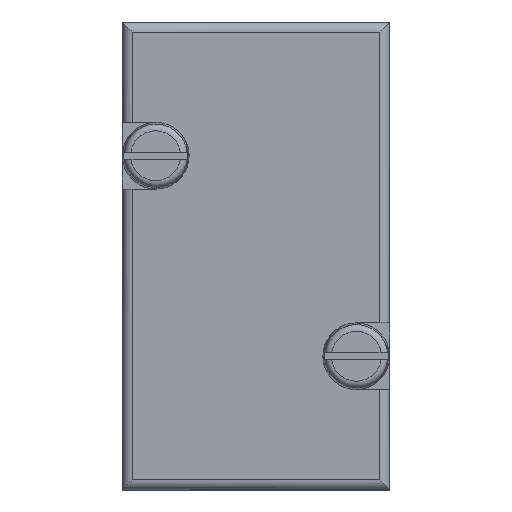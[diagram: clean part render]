
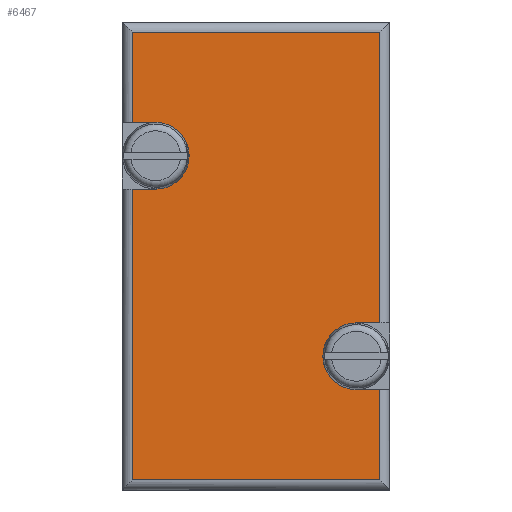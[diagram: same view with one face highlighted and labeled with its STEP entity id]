
A CAD part, front view. The second image highlights one B-rep face of the part: STEP entity #6467.
In plain terms, the highlighted planar face has unit normal (0, -1, 0).
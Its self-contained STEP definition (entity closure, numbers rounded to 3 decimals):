
#317=CIRCLE('',#7740,5.);
#318=CIRCLE('',#7741,5.);
#738=ORIENTED_EDGE('',*,*,#2599,.F.);
#739=ORIENTED_EDGE('',*,*,#2600,.F.);
#740=ORIENTED_EDGE('',*,*,#2601,.F.);
#741=ORIENTED_EDGE('',*,*,#2602,.T.);
#742=ORIENTED_EDGE('',*,*,#2603,.T.);
#743=ORIENTED_EDGE('',*,*,#2604,.F.);
#744=ORIENTED_EDGE('',*,*,#2605,.F.);
#745=ORIENTED_EDGE('',*,*,#2606,.F.);
#746=ORIENTED_EDGE('',*,*,#2607,.F.);
#747=ORIENTED_EDGE('',*,*,#2608,.F.);
#748=ORIENTED_EDGE('',*,*,#2609,.F.);
#749=ORIENTED_EDGE('',*,*,#2610,.T.);
#2599=EDGE_CURVE('',#3515,#3516,#4119,.T.);
#2600=EDGE_CURVE('',#3517,#3515,#317,.F.);
#2601=EDGE_CURVE('',#3518,#3517,#4120,.T.);
#2602=EDGE_CURVE('',#3518,#3519,#4121,.T.);
#2603=EDGE_CURVE('',#3519,#3520,#4122,.T.);
#2604=EDGE_CURVE('',#3521,#3520,#4123,.T.);
#2605=EDGE_CURVE('',#3522,#3521,#4124,.T.);
#2606=EDGE_CURVE('',#3523,#3522,#318,.F.);
#2607=EDGE_CURVE('',#3524,#3523,#4125,.T.);
#2608=EDGE_CURVE('',#3525,#3524,#4126,.T.);
#2609=EDGE_CURVE('',#3526,#3525,#4127,.T.);
#2610=EDGE_CURVE('',#3526,#3516,#4128,.T.);
#3515=VERTEX_POINT('',#10749);
#3516=VERTEX_POINT('',#10750);
#3517=VERTEX_POINT('',#10752);
#3518=VERTEX_POINT('',#10754);
#3519=VERTEX_POINT('',#10756);
#3520=VERTEX_POINT('',#10758);
#3521=VERTEX_POINT('',#10760);
#3522=VERTEX_POINT('',#10762);
#3523=VERTEX_POINT('',#10764);
#3524=VERTEX_POINT('',#10766);
#3525=VERTEX_POINT('',#10768);
#3526=VERTEX_POINT('',#10770);
#4119=LINE('',#10748,#4698);
#4120=LINE('',#10753,#4699);
#4121=LINE('',#10755,#4700);
#4122=LINE('',#10757,#4701);
#4123=LINE('',#10759,#4702);
#4124=LINE('',#10761,#4703);
#4125=LINE('',#10765,#4704);
#4126=LINE('',#10767,#4705);
#4127=LINE('',#10769,#4706);
#4128=LINE('',#10771,#4707);
#4698=VECTOR('',#8569,1000.);
#4699=VECTOR('',#8572,1000.);
#4700=VECTOR('',#8573,1000.);
#4701=VECTOR('',#8574,1000.);
#4702=VECTOR('',#8575,1000.);
#4703=VECTOR('',#8576,1000.);
#4704=VECTOR('',#8579,1000.);
#4705=VECTOR('',#8580,1000.);
#4706=VECTOR('',#8581,1000.);
#4707=VECTOR('',#8582,1000.);
#5268=EDGE_LOOP('',(#738,#739,#740,#741,#742,#743,#744,#745,#746,#747,#748,
#749));
#5757=FACE_BOUND('',#5268,.T.);
#6234=PLANE('',#7739);
#6467=ADVANCED_FACE('',(#5757),#6234,.F.);
#7739=AXIS2_PLACEMENT_3D('',#10747,#8567,#8568);
#7740=AXIS2_PLACEMENT_3D('',#10751,#8570,#8571);
#7741=AXIS2_PLACEMENT_3D('',#10763,#8577,#8578);
#8567=DIRECTION('',(0.,1.,0.));
#8568=DIRECTION('',(0.,0.,1.));
#8569=DIRECTION('',(0.,0.,1.));
#8570=DIRECTION('',(0.,1.,0.));
#8571=DIRECTION('',(0.,0.,1.));
#8572=DIRECTION('',(0.,0.,-1.));
#8573=DIRECTION('',(-1.,0.,0.));
#8574=DIRECTION('',(0.,0.,-1.));
#8575=DIRECTION('',(-1.,0.,0.));
#8576=DIRECTION('',(0.,0.,-1.));
#8577=DIRECTION('',(0.,1.,0.));
#8578=DIRECTION('',(0.,0.,1.));
#8579=DIRECTION('',(0.,0.,1.));
#8580=DIRECTION('',(-1.,0.,0.));
#8581=DIRECTION('',(0.,0.,-1.));
#8582=DIRECTION('',(-1.,0.,0.));
#10747=CARTESIAN_POINT('',(70.,-60.,18.5));
#10748=CARTESIAN_POINT('',(55.,-60.,18.5));
#10749=CARTESIAN_POINT('',(55.,-60.,15.));
#10750=CARTESIAN_POINT('',(55.,-60.,18.5));
#10751=CARTESIAN_POINT('',(50.,-60.,15.));
#10752=CARTESIAN_POINT('',(45.,-60.,15.));
#10753=CARTESIAN_POINT('',(45.,-60.,18.5));
#10754=CARTESIAN_POINT('',(45.,-60.,18.5));
#10755=CARTESIAN_POINT('',(70.,-60.,18.5));
#10756=CARTESIAN_POINT('',(1.5,-60.,18.5));
#10757=CARTESIAN_POINT('',(1.5,-60.,20.));
#10758=CARTESIAN_POINT('',(1.5,-60.,-18.5));
#10759=CARTESIAN_POINT('',(70.,-60.,-18.5));
#10760=CARTESIAN_POINT('',(15.,-60.,-18.5));
#10761=CARTESIAN_POINT('',(15.,-60.,18.5));
#10762=CARTESIAN_POINT('',(15.,-60.,-15.));
#10763=CARTESIAN_POINT('',(20.,-60.,-15.));
#10764=CARTESIAN_POINT('',(25.,-60.,-15.));
#10765=CARTESIAN_POINT('',(25.,-60.,18.5));
#10766=CARTESIAN_POINT('',(25.,-60.,-18.5));
#10767=CARTESIAN_POINT('',(70.,-60.,-18.5));
#10768=CARTESIAN_POINT('',(68.5,-60.,-18.5));
#10769=CARTESIAN_POINT('',(68.5,-60.,20.));
#10770=CARTESIAN_POINT('',(68.5,-60.,18.5));
#10771=CARTESIAN_POINT('',(70.,-60.,18.5));
